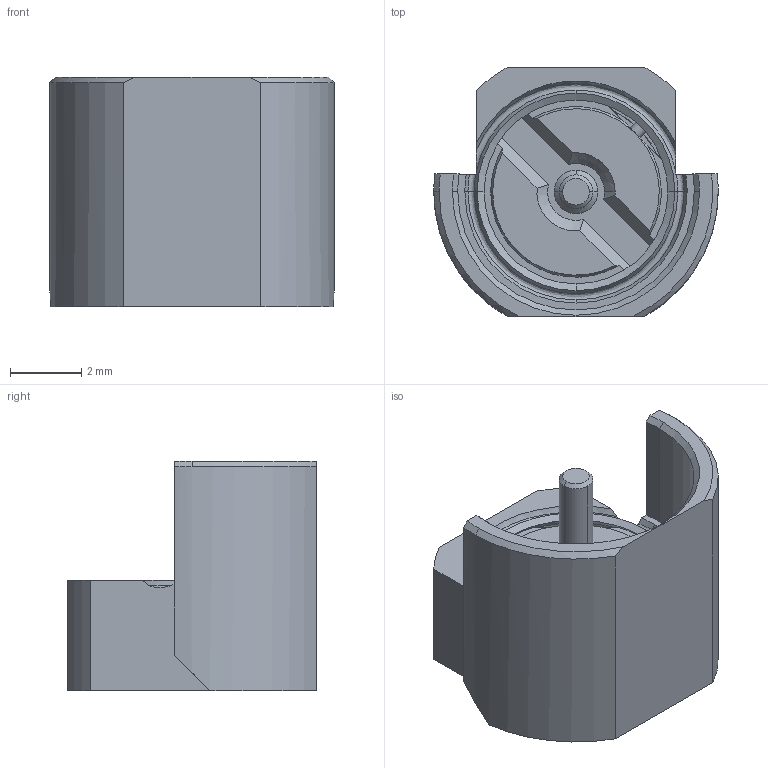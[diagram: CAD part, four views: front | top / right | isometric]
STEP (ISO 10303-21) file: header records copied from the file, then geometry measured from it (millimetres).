
FILE_DESCRIPTION (( 'STEP AP214' ), '1' );
FILE_NAME ('RFPCB-MMBX-FS-12G123_3D.step', '2023-03-17T15:15:07', ( '' ), ( '' ), 'SwSTEP 2.0', 'SolidWorks 2022', '' );
FILE_SCHEMA (( 'AUTOMOTIVE_DESIGN' ));
Length unit declared in the file: millimetre
Products named in the file (1): RFPCB-MMBX-FS-12G123_3D
Bounding box: 8 x 7 x 6.45 mm (x, y, z)
Volume: 131 mm3; surface area: 318.1 mm2
Topology: 1 solids, 1 shells, 121 faces, 313 edges, 197 vertices
Faces by surface type: cone 42, cylinder 34, plane 31, bspline 14
Entity records: 4239 total; most frequent: CARTESIAN_POINT 1293, ORIENTED_EDGE 626, DIRECTION 622, EDGE_CURVE 313, AXIS2_PLACEMENT_3D 254, VERTEX_POINT 197, CIRCLE 146, EDGE_LOOP 128
